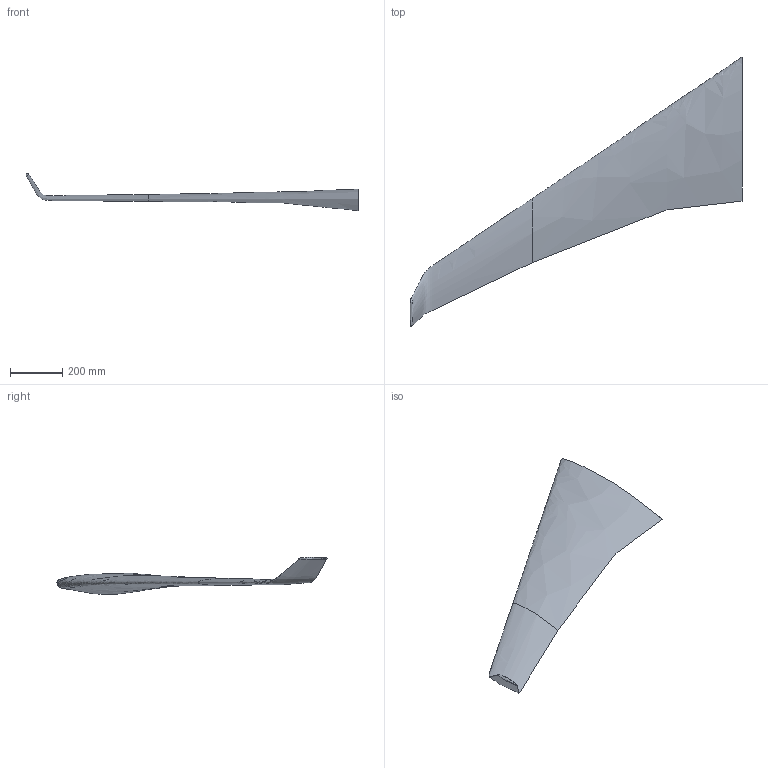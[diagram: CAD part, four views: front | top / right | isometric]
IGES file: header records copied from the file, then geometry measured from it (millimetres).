
Start section: Winglet, erhalten  durch Drehung des verlaengerten Fluegels um die Achse x=1190.0 (Spannweite) mit 40 Grad Biegeradius 25, aber: es ist kein echtes Biegen, da der Grundriss erhalten bleiben soll. D.h.: Wir berechnen die Biegemittenebene, biegen diese und plazieren dann die gedrehten Kontrollpunkte so, dass die Drehachse in der hochgebogenen Ebene liegt. --------------------------------------------
Global section: file name: winglet.IGS; native system: KHBsProgs; author: Karl-Heinz Brakhage; organization: IGPM RWTH-Aachen; date: 070307.160000; units: millimetre
Bounding box: 1265.38 x 1029.16 x 141.82 mm (x, y, z)
Surface area: 804053.8 mm2 (no closed solid volume)
Topology: 0 solids, 0 shells, 3 faces, 9 edges, 6 vertices
Faces by surface type: bspline 3
